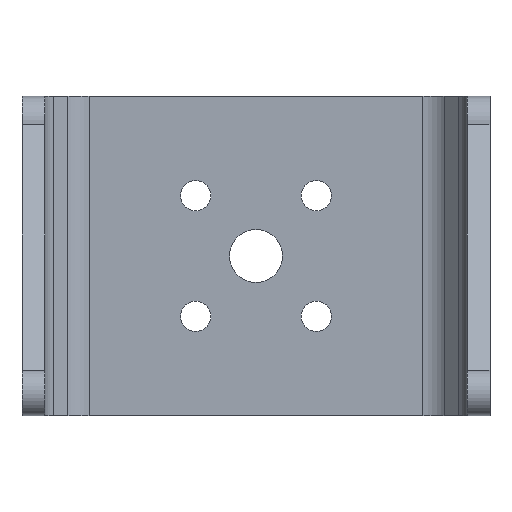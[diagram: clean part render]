
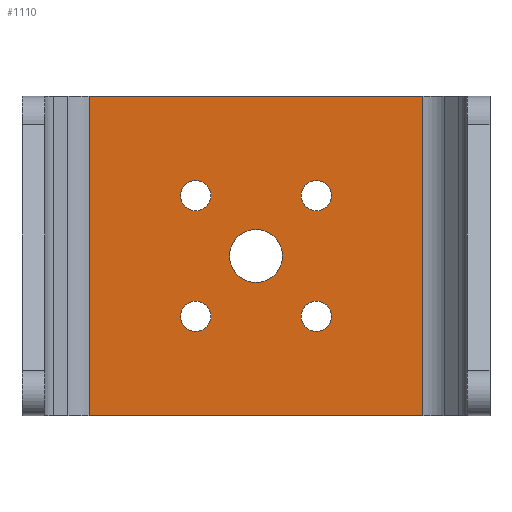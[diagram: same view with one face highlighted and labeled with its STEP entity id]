
A CAD part, left-side view. The second image highlights one B-rep face of the part: STEP entity #1110.
In plain terms, the highlighted planar face has unit normal (-1, 0, 0).
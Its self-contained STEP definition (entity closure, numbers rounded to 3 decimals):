
#16 = DIRECTION ( 'NONE',  ( 0., 0., -1. ) ) ;
#24 = AXIS2_PLACEMENT_3D ( 'NONE', #320, #1407, #1113 ) ;
#47 = CARTESIAN_POINT ( 'NONE',  ( 21., -14., 8.125 ) ) ;
#52 = LINE ( 'NONE', #1319, #2027 ) ;
#55 = ORIENTED_EDGE ( 'NONE', *, *, #824, .F. ) ;
#74 = CARTESIAN_POINT ( 'NONE',  ( 21., -2.121, -35.465 ) ) ;
#82 = FACE_BOUND ( 'NONE', #1029, .T. ) ;
#135 = DIRECTION ( 'NONE',  ( -1., 0., 0. ) ) ;
#180 = DIRECTION ( 'NONE',  ( 0., 0., 1. ) ) ;
#199 = AXIS2_PLACEMENT_3D ( 'NONE', #1686, #594, #1201 ) ;
#256 = DIRECTION ( 'NONE',  ( 0., 0., 1. ) ) ;
#267 = CARTESIAN_POINT ( 'NONE',  ( 21., -14., 6.375 ) ) ;
#273 = CARTESIAN_POINT ( 'NONE',  ( 21., -18., 2.375 ) ) ;
#320 = CARTESIAN_POINT ( 'NONE',  ( 21., -10., 10.375 ) ) ;
#358 = FACE_OUTER_BOUND ( 'NONE', #1516, .T. ) ;
#397 = EDGE_CURVE ( 'NONE', #569, #1362, #1438, .T. ) ;
#412 = DIRECTION ( 'NONE',  ( -1., 0., 0. ) ) ;
#419 = LINE ( 'NONE', #479, #1803 ) ;
#424 = DIRECTION ( 'NONE',  ( -1., 0., 0. ) ) ;
#426 = VERTEX_POINT ( 'NONE', #1273 ) ;
#447 = VERTEX_POINT ( 'NONE', #962 ) ;
#451 = CIRCLE ( 'NONE', #718, 1. ) ;
#468 = CARTESIAN_POINT ( 'NONE',  ( 21., -25.05, -4.2 ) ) ;
#479 = CARTESIAN_POINT ( 'NONE',  ( 21., -2.121, -4.2 ) ) ;
#485 = AXIS2_PLACEMENT_3D ( 'NONE', #74, #1610, #499 ) ;
#499 = DIRECTION ( 'NONE',  ( 0., 0., 1. ) ) ;
#509 = AXIS2_PLACEMENT_3D ( 'NONE', #273, #902, #748 ) ;
#535 = ORIENTED_EDGE ( 'NONE', *, *, #600, .F. ) ;
#569 = VERTEX_POINT ( 'NONE', #1915 ) ;
#594 = DIRECTION ( 'NONE',  ( -1., 0., 0. ) ) ;
#600 = EDGE_CURVE ( 'NONE', #1362, #569, #656, .T. ) ;
#625 = CARTESIAN_POINT ( 'NONE',  ( 21., -25.05, 16.95 ) ) ;
#649 = CARTESIAN_POINT ( 'NONE',  ( 21., -18., 10.375 ) ) ;
#656 = CIRCLE ( 'NONE', #1343, 1. ) ;
#658 = AXIS2_PLACEMENT_3D ( 'NONE', #649, #1263, #180 ) ;
#667 = CARTESIAN_POINT ( 'NONE',  ( 21., -10., 1.375 ) ) ;
#668 = EDGE_CURVE ( 'NONE', #1291, #447, #1308, .T. ) ;
#674 = EDGE_LOOP ( 'NONE', ( #1482, #1002 ) ) ;
#697 = LINE ( 'NONE', #1640, #1665 ) ;
#703 = ORIENTED_EDGE ( 'NONE', *, *, #1036, .T. ) ;
#718 = AXIS2_PLACEMENT_3D ( 'NONE', #1992, #424, #1357 ) ;
#748 = DIRECTION ( 'NONE',  ( 0., 0., 1. ) ) ;
#757 = EDGE_CURVE ( 'NONE', #426, #1119, #1278, .T. ) ;
#779 = CARTESIAN_POINT ( 'NONE',  ( 21., -18., 1.375 ) ) ;
#785 = CARTESIAN_POINT ( 'NONE',  ( 21., -2.95, -4.2 ) ) ;
#807 = EDGE_CURVE ( 'NONE', #1147, #1099, #1086, .T. ) ;
#811 = CIRCLE ( 'NONE', #509, 1. ) ;
#823 = AXIS2_PLACEMENT_3D ( 'NONE', #2010, #1508, #903 ) ;
#824 = EDGE_CURVE ( 'NONE', #1747, #1064, #419, .T. ) ;
#826 = CARTESIAN_POINT ( 'NONE',  ( 21., -18., 10.375 ) ) ;
#832 = DIRECTION ( 'NONE',  ( 0., 0., 1. ) ) ;
#875 = DIRECTION ( 'NONE',  ( 0., 0., 1. ) ) ;
#902 = DIRECTION ( 'NONE',  ( -1., 0., 0. ) ) ;
#903 = DIRECTION ( 'NONE',  ( 0., 0., 1. ) ) ;
#915 = CIRCLE ( 'NONE', #979, 1. ) ;
#962 = CARTESIAN_POINT ( 'NONE',  ( 21., -14., 4.625 ) ) ;
#968 = DIRECTION ( 'NONE',  ( 0., 1., 0. ) ) ;
#979 = AXIS2_PLACEMENT_3D ( 'NONE', #1459, #412, #875 ) ;
#989 = PLANE ( 'NONE',  #485 ) ;
#1002 = ORIENTED_EDGE ( 'NONE', *, *, #1818, .F. ) ;
#1017 = DIRECTION ( 'NONE',  ( 0., 0., 1. ) ) ;
#1018 = AXIS2_PLACEMENT_3D ( 'NONE', #267, #135, #256 ) ;
#1029 = EDGE_LOOP ( 'NONE', ( #535, #1450 ) ) ;
#1036 = EDGE_CURVE ( 'NONE', #1747, #1778, #52, .T. ) ;
#1049 = EDGE_CURVE ( 'NONE', #1742, #1778, #697, .T. ) ;
#1050 = CIRCLE ( 'NONE', #1994, 1.75 ) ;
#1064 = VERTEX_POINT ( 'NONE', #1938 ) ;
#1086 = CIRCLE ( 'NONE', #199, 1. ) ;
#1099 = VERTEX_POINT ( 'NONE', #667 ) ;
#1100 = EDGE_CURVE ( 'NONE', #447, #1291, #1050, .T. ) ;
#1110 = ADVANCED_FACE ( 'NONE', ( #1477, #82, #1281, #1905, #1914, #358 ), #989, .T. ) ;
#1113 = DIRECTION ( 'NONE',  ( 0., 0., 1. ) ) ;
#1119 = VERTEX_POINT ( 'NONE', #1129 ) ;
#1127 = EDGE_LOOP ( 'NONE', ( #2020, #1318 ) ) ;
#1129 = CARTESIAN_POINT ( 'NONE',  ( 21., -10., 11.375 ) ) ;
#1147 = VERTEX_POINT ( 'NONE', #1806 ) ;
#1148 = DIRECTION ( 'NONE',  ( -1., 0., 0. ) ) ;
#1160 = ORIENTED_EDGE ( 'NONE', *, *, #807, .F. ) ;
#1163 = ORIENTED_EDGE ( 'NONE', *, *, #1049, .F. ) ;
#1201 = DIRECTION ( 'NONE',  ( 0., 0., 1. ) ) ;
#1205 = CIRCLE ( 'NONE', #24, 1. ) ;
#1223 = ORIENTED_EDGE ( 'NONE', *, *, #757, .F. ) ;
#1252 = CARTESIAN_POINT ( 'NONE',  ( 21., -2.95, 16.95 ) ) ;
#1254 = ORIENTED_EDGE ( 'NONE', *, *, #1690, .F. ) ;
#1263 = DIRECTION ( 'NONE',  ( -1., 0., 0. ) ) ;
#1273 = CARTESIAN_POINT ( 'NONE',  ( 21., -10., 9.375 ) ) ;
#1278 = CIRCLE ( 'NONE', #823, 1. ) ;
#1281 = FACE_BOUND ( 'NONE', #674, .T. ) ;
#1288 = CARTESIAN_POINT ( 'NONE',  ( 21., -14., 6.375 ) ) ;
#1291 = VERTEX_POINT ( 'NONE', #47 ) ;
#1308 = CIRCLE ( 'NONE', #1018, 1.75 ) ;
#1318 = ORIENTED_EDGE ( 'NONE', *, *, #668, .F. ) ;
#1319 = CARTESIAN_POINT ( 'NONE',  ( 21., -25.05, 16.95 ) ) ;
#1343 = AXIS2_PLACEMENT_3D ( 'NONE', #826, #1774, #1446 ) ;
#1357 = DIRECTION ( 'NONE',  ( 0., 0., 1. ) ) ;
#1362 = VERTEX_POINT ( 'NONE', #1882 ) ;
#1407 = DIRECTION ( 'NONE',  ( -1., 0., 0. ) ) ;
#1427 = ORIENTED_EDGE ( 'NONE', *, *, #1548, .F. ) ;
#1428 = VECTOR ( 'NONE', #16, 1000. ) ;
#1438 = CIRCLE ( 'NONE', #658, 1. ) ;
#1446 = DIRECTION ( 'NONE',  ( 0., 0., 1. ) ) ;
#1450 = ORIENTED_EDGE ( 'NONE', *, *, #397, .F. ) ;
#1454 = EDGE_CURVE ( 'NONE', #1726, #2002, #915, .T. ) ;
#1459 = CARTESIAN_POINT ( 'NONE',  ( 21., -18., 2.375 ) ) ;
#1477 = FACE_BOUND ( 'NONE', #1649, .T. ) ;
#1482 = ORIENTED_EDGE ( 'NONE', *, *, #1454, .F. ) ;
#1486 = DIRECTION ( 'NONE',  ( 0., -1., 0. ) ) ;
#1508 = DIRECTION ( 'NONE',  ( -1., 0., 0. ) ) ;
#1516 = EDGE_LOOP ( 'NONE', ( #1163, #2028, #55, #703 ) ) ;
#1548 = EDGE_CURVE ( 'NONE', #1099, #1147, #451, .T. ) ;
#1569 = CARTESIAN_POINT ( 'NONE',  ( 21., -18., 3.375 ) ) ;
#1577 = LINE ( 'NONE', #785, #1428 ) ;
#1610 = DIRECTION ( 'NONE',  ( -1., 0., 0. ) ) ;
#1640 = CARTESIAN_POINT ( 'NONE',  ( 21., -2.121, 16.95 ) ) ;
#1649 = EDGE_LOOP ( 'NONE', ( #1223, #1254 ) ) ;
#1665 = VECTOR ( 'NONE', #1486, 1000. ) ;
#1686 = CARTESIAN_POINT ( 'NONE',  ( 21., -10., 2.375 ) ) ;
#1690 = EDGE_CURVE ( 'NONE', #1119, #426, #1205, .T. ) ;
#1693 = EDGE_CURVE ( 'NONE', #1742, #1064, #1577, .T. ) ;
#1723 = EDGE_LOOP ( 'NONE', ( #1427, #1160 ) ) ;
#1726 = VERTEX_POINT ( 'NONE', #779 ) ;
#1742 = VERTEX_POINT ( 'NONE', #1252 ) ;
#1747 = VERTEX_POINT ( 'NONE', #468 ) ;
#1774 = DIRECTION ( 'NONE',  ( -1., 0., 0. ) ) ;
#1778 = VERTEX_POINT ( 'NONE', #625 ) ;
#1803 = VECTOR ( 'NONE', #968, 1000. ) ;
#1806 = CARTESIAN_POINT ( 'NONE',  ( 21., -10., 3.375 ) ) ;
#1818 = EDGE_CURVE ( 'NONE', #2002, #1726, #811, .T. ) ;
#1882 = CARTESIAN_POINT ( 'NONE',  ( 21., -18., 9.375 ) ) ;
#1905 = FACE_BOUND ( 'NONE', #1723, .T. ) ;
#1914 = FACE_BOUND ( 'NONE', #1127, .T. ) ;
#1915 = CARTESIAN_POINT ( 'NONE',  ( 21., -18., 11.375 ) ) ;
#1938 = CARTESIAN_POINT ( 'NONE',  ( 21., -2.95, -4.2 ) ) ;
#1992 = CARTESIAN_POINT ( 'NONE',  ( 21., -10., 2.375 ) ) ;
#1994 = AXIS2_PLACEMENT_3D ( 'NONE', #1288, #1148, #832 ) ;
#2002 = VERTEX_POINT ( 'NONE', #1569 ) ;
#2010 = CARTESIAN_POINT ( 'NONE',  ( 21., -10., 10.375 ) ) ;
#2020 = ORIENTED_EDGE ( 'NONE', *, *, #1100, .F. ) ;
#2027 = VECTOR ( 'NONE', #1017, 1000. ) ;
#2028 = ORIENTED_EDGE ( 'NONE', *, *, #1693, .T. ) ;
